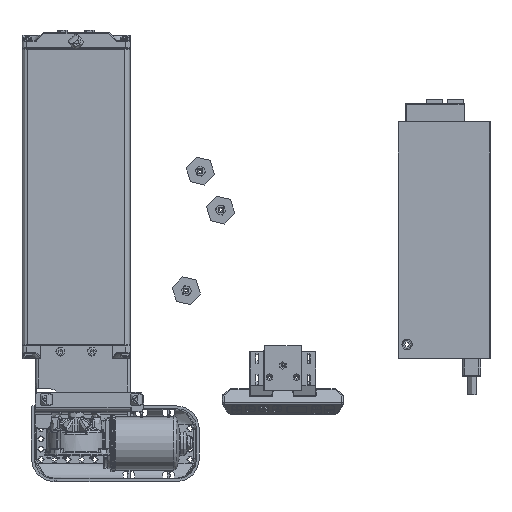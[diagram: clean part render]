
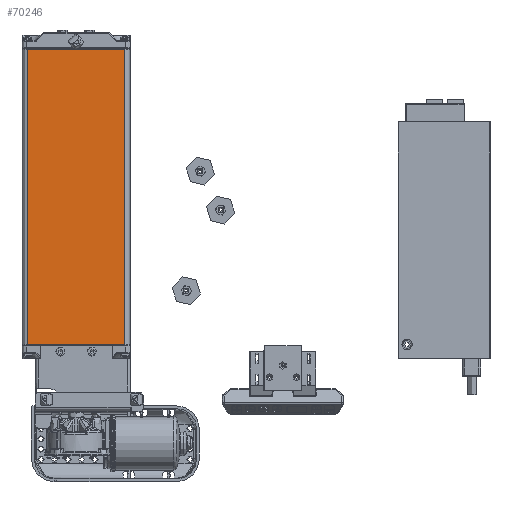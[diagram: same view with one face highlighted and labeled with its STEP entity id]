
A CAD part, top view. The second image highlights one B-rep face of the part: STEP entity #70246.
In plain terms, the highlighted planar face has unit normal (0, 0, 1).
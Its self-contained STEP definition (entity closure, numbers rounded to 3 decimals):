
#12949=FACE_OUTER_BOUND('',#17102,.T.);
#17102=EDGE_LOOP('',(#47566,#47567,#47568,#47569));
#21615=LINE('',#102873,#25773);
#21616=LINE('',#102875,#25774);
#21617=LINE('',#102877,#25775);
#21618=LINE('',#102878,#25776);
#25773=VECTOR('',#83019,327.5);
#25774=VECTOR('',#83020,108.);
#25775=VECTOR('',#83021,327.5);
#25776=VECTOR('',#83022,108.);
#29931=VERTEX_POINT('',#102871);
#29932=VERTEX_POINT('',#102872);
#29933=VERTEX_POINT('',#102874);
#29934=VERTEX_POINT('',#102876);
#36776=EDGE_CURVE('',#29931,#29932,#21615,.F.);
#36777=EDGE_CURVE('',#29932,#29933,#21616,.T.);
#36778=EDGE_CURVE('',#29933,#29934,#21617,.T.);
#36779=EDGE_CURVE('',#29934,#29931,#21618,.F.);
#47566=ORIENTED_EDGE('',*,*,#36776,.T.);
#47567=ORIENTED_EDGE('',*,*,#36777,.T.);
#47568=ORIENTED_EDGE('',*,*,#36778,.T.);
#47569=ORIENTED_EDGE('',*,*,#36779,.T.);
#69146=PLANE('',#75165);
#70246=ADVANCED_FACE('',(#12949),#69146,.T.);
#75165=AXIS2_PLACEMENT_3D('',#102870,#83017,#83018);
#83017=DIRECTION('center_axis',(0.,0.,1.));
#83018=DIRECTION('ref_axis',(1.,0.,0.));
#83019=DIRECTION('',(0.,-1.,0.));
#83020=DIRECTION('',(-1.,0.,0.));
#83021=DIRECTION('',(0.,-1.,0.));
#83022=DIRECTION('',(-1.,0.,0.));
#102870=CARTESIAN_POINT('Origin',(60.,328.5,30.));
#102871=CARTESIAN_POINT('',(54.,0.5,30.));
#102872=CARTESIAN_POINT('',(54.,328.,30.));
#102873=CARTESIAN_POINT('',(54.,328.,30.));
#102874=CARTESIAN_POINT('',(-54.,328.,30.));
#102875=CARTESIAN_POINT('',(54.,328.,30.));
#102876=CARTESIAN_POINT('',(-54.,0.5,30.));
#102877=CARTESIAN_POINT('',(-54.,328.,30.));
#102878=CARTESIAN_POINT('',(54.,0.5,30.));
